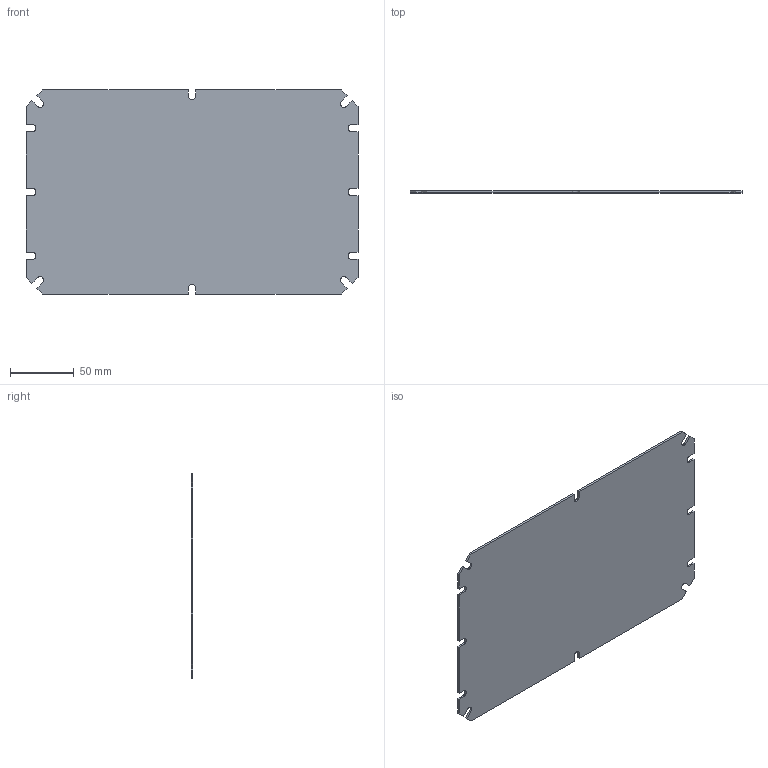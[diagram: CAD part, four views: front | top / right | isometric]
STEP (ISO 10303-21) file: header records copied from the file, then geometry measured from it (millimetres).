
FILE_DESCRIPTION((''),'2;1');
FILE_NAME('OMP2030_','2009-02-09T',('pavel_leivo'),(''),'PRO/ENGINEER BY PARAMETRIC TECHNOLOGY CORPORATION, 2008250','PRO/ENGINEER BY PARAMETRIC TECHNOLOGY CORPORATION, 2008250','');
FILE_SCHEMA(('AUTOMOTIVE_DESIGN_CC2 { 1 2 10303 214 -1 1 5 2 }'));
Length unit declared in the file: millimetre
Products named in the file (1): OMP2030_
Bounding box: 260 x 1.5 x 160 mm (x, y, z)
Volume: 61139.2 mm3; surface area: 82986.1 mm2
Topology: 1 solids, 1 shells, 58 faces, 168 edges, 112 vertices
Faces by surface type: plane 46, cylinder 12
Entity records: 2622 total; most frequent: CARTESIAN_POINT 338, ORIENTED_EDGE 336, DIRECTION 308, COLOUR_RGB 200, PRESENTATION_STYLE_ASSIGNMENT 169, STYLED_ITEM 169, CURVE_STYLE 168, EDGE_CURVE 168
